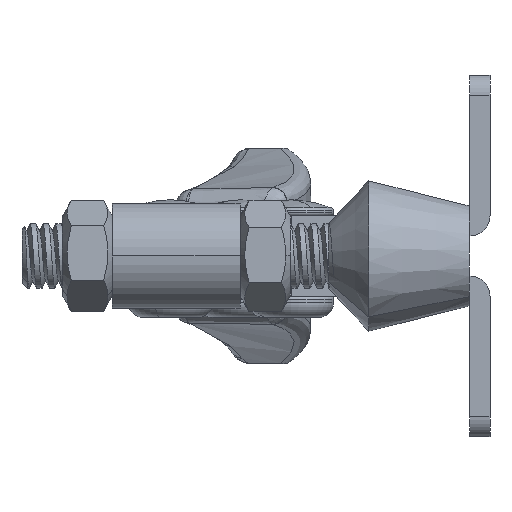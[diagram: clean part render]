
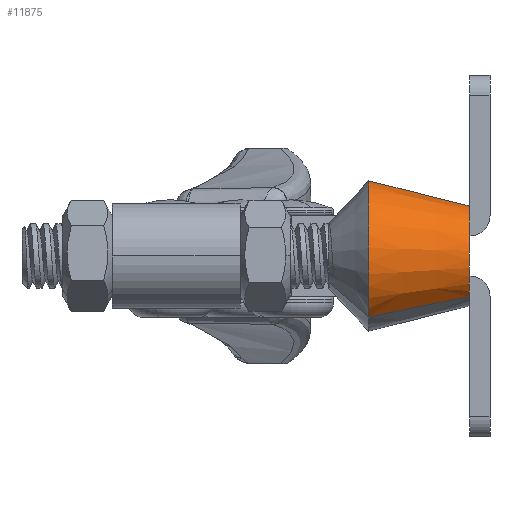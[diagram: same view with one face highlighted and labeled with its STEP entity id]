
A CAD part, left-side view. The second image highlights one B-rep face of the part: STEP entity #11875.
In plain terms, the highlighted conical face has half-angle 14.036 degrees and reference radius 7.5 mm.
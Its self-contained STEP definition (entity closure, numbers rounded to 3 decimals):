
#210 = DIRECTION ( 'NONE',  ( 1., 0., 0. ) ) ;
#321 = ORIENTED_EDGE ( 'NONE', *, *, #24007, .T. ) ;
#417 = CARTESIAN_POINT ( 'NONE',  ( 5., 0., -5.5 ) ) ;
#975 = AXIS2_PLACEMENT_3D ( 'NONE', #8716, #23964, #210 ) ;
#1172 = EDGE_CURVE ( 'NONE', #14467, #22869, #1305, .T. ) ;
#1305 = CIRCLE ( 'NONE', #975, 7.5 ) ;
#1425 = VECTOR ( 'NONE', #31959, 1000. ) ;
#1711 = AXIS2_PLACEMENT_3D ( 'NONE', #5608, #2762, #29829 ) ;
#2762 = DIRECTION ( 'NONE',  ( 0., 0., 1. ) ) ;
#3027 = VERTEX_POINT ( 'NONE', #13751 ) ;
#3250 = EDGE_CURVE ( 'NONE', #3027, #34546, #7998, .T. ) ;
#3542 = LINE ( 'NONE', #12830, #23406 ) ;
#4036 = DIRECTION ( 'NONE',  ( 0., 0., 1. ) ) ;
#5447 = CARTESIAN_POINT ( 'NONE',  ( 7.5, 0., 4.5 ) ) ;
#5504 = ORIENTED_EDGE ( 'NONE', *, *, #1172, .F. ) ;
#5608 = CARTESIAN_POINT ( 'NONE',  ( 0., 0., 4.5 ) ) ;
#6115 = AXIS2_PLACEMENT_3D ( 'NONE', #20246, #4036, #22922 ) ;
#7998 = CIRCLE ( 'NONE', #6115, 5. ) ;
#8328 = CARTESIAN_POINT ( 'NONE',  ( -7.5, 0., 4.5 ) ) ;
#8615 = LINE ( 'NONE', #12996, #1425 ) ;
#8716 = CARTESIAN_POINT ( 'NONE',  ( 0., 0., 4.5 ) ) ;
#10227 = DIRECTION ( 'NONE',  ( -0.243, 0., 0.97 ) ) ;
#11055 = FACE_OUTER_BOUND ( 'NONE', #30712, .T. ) ;
#11875 = ADVANCED_FACE ( 'NONE', ( #11055 ), #16588, .T. ) ;
#12830 = CARTESIAN_POINT ( 'NONE',  ( -7.5, 0., 4.5 ) ) ;
#12996 = CARTESIAN_POINT ( 'NONE',  ( 7.5, 0., 4.5 ) ) ;
#13751 = CARTESIAN_POINT ( 'NONE',  ( -5., 0., -5.5 ) ) ;
#14467 = VERTEX_POINT ( 'NONE', #8328 ) ;
#16298 = ORIENTED_EDGE ( 'NONE', *, *, #27126, .F. ) ;
#16588 = CONICAL_SURFACE ( 'NONE', #1711, 7.5, 0.245 ) ;
#19236 = ORIENTED_EDGE ( 'NONE', *, *, #3250, .T. ) ;
#20246 = CARTESIAN_POINT ( 'NONE',  ( 0., 0., -5.5 ) ) ;
#22869 = VERTEX_POINT ( 'NONE', #5447 ) ;
#22922 = DIRECTION ( 'NONE',  ( 1., 0., 0. ) ) ;
#23406 = VECTOR ( 'NONE', #10227, 1000. ) ;
#23964 = DIRECTION ( 'NONE',  ( 0., 0., 1. ) ) ;
#24007 = EDGE_CURVE ( 'NONE', #34546, #22869, #8615, .T. ) ;
#27126 = EDGE_CURVE ( 'NONE', #3027, #14467, #3542, .T. ) ;
#29829 = DIRECTION ( 'NONE',  ( 1., 0., 0. ) ) ;
#30712 = EDGE_LOOP ( 'NONE', ( #16298, #19236, #321, #5504 ) ) ;
#31959 = DIRECTION ( 'NONE',  ( 0.243, 0., 0.97 ) ) ;
#34546 = VERTEX_POINT ( 'NONE', #417 ) ;
